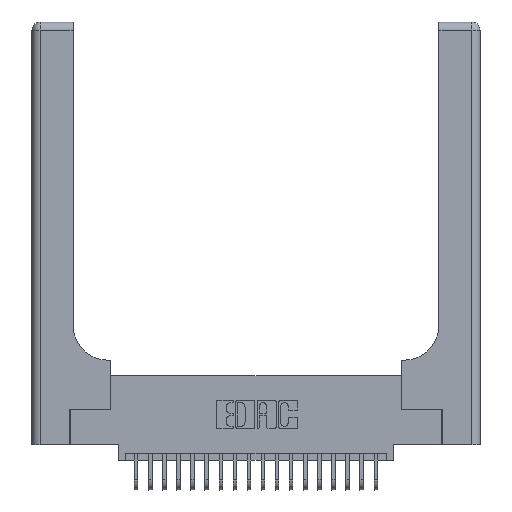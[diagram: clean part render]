
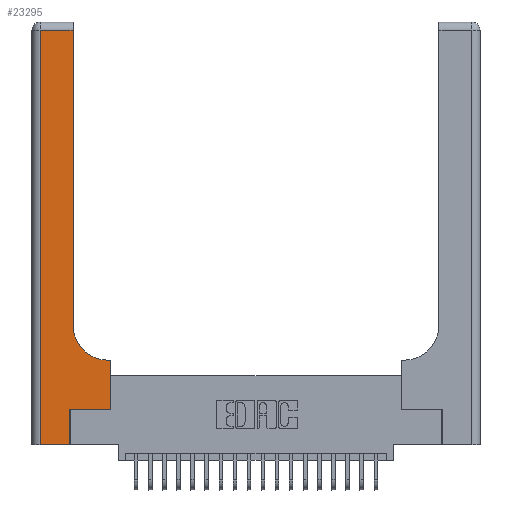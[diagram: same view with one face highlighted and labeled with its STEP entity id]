
A CAD part, top view. The second image highlights one B-rep face of the part: STEP entity #23295.
In plain terms, the highlighted planar face has unit normal (0, 0, 1).
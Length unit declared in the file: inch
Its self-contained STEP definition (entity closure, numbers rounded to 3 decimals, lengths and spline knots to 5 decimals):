
#282 = AXIS2_PLACEMENT_3D ( 'NONE', #6641, #2925, #16116 ) ;
#690 = LINE ( 'NONE', #19072, #20141 ) ;
#789 = CARTESIAN_POINT ( 'NONE',  ( 0.5415, 0.85, 0.37 ) ) ;
#1130 = ORIENTED_EDGE ( 'NONE', *, *, #2478, .T. ) ;
#1205 = DIRECTION ( 'NONE',  ( 1., 0., 0. ) ) ;
#1468 = LINE ( 'NONE', #9020, #15976 ) ;
#1506 = DIRECTION ( 'NONE',  ( 0., 1., 0. ) ) ;
#1526 = ORIENTED_EDGE ( 'NONE', *, *, #15124, .T. ) ;
#2370 = CARTESIAN_POINT ( 'NONE',  ( 0.5585, 0.6, 0.37 ) ) ;
#2478 = EDGE_CURVE ( 'NONE', #21666, #5783, #11871, .T. ) ;
#2750 = DIRECTION ( 'NONE',  ( 1., 0., 0. ) ) ;
#2846 = PLANE ( 'NONE',  #282 ) ;
#2925 = DIRECTION ( 'NONE',  ( 0., 0., -1. ) ) ;
#3155 = CARTESIAN_POINT ( 'NONE',  ( 0., 0., 0.37 ) ) ;
#3844 = VERTEX_POINT ( 'NONE', #20316 ) ;
#3982 = CARTESIAN_POINT ( 'NONE',  ( 0.2915, 2.94, 0.37 ) ) ;
#4304 = ORIENTED_EDGE ( 'NONE', *, *, #13750, .T. ) ;
#4902 = FACE_OUTER_BOUND ( 'NONE', #19487, .T. ) ;
#5457 = CARTESIAN_POINT ( 'NONE',  ( 0.06, 2.94, 0.37 ) ) ;
#5655 = CARTESIAN_POINT ( 'NONE',  ( 0.269, 0.25, 0.37 ) ) ;
#5697 = ORIENTED_EDGE ( 'NONE', *, *, #8981, .T. ) ;
#5783 = VERTEX_POINT ( 'NONE', #5457 ) ;
#6016 = ORIENTED_EDGE ( 'NONE', *, *, #12981, .T. ) ;
#6019 = VERTEX_POINT ( 'NONE', #22910 ) ;
#6204 = VERTEX_POINT ( 'NONE', #6526 ) ;
#6526 = CARTESIAN_POINT ( 'NONE',  ( 0.5415, 0.6, 0.37 ) ) ;
#6641 = CARTESIAN_POINT ( 'NONE',  ( 0., 3., 0.37 ) ) ;
#6724 = VECTOR ( 'NONE', #20663, 39.37008 ) ;
#6808 = VECTOR ( 'NONE', #12560, 39.37008 ) ;
#6844 = CARTESIAN_POINT ( 'NONE',  ( 0.269, 0., 0.37 ) ) ;
#6881 = LINE ( 'NONE', #9196, #20070 ) ;
#7078 = DIRECTION ( 'NONE',  ( 0., 1., 0. ) ) ;
#7256 = VECTOR ( 'NONE', #1205, 39.37008 ) ;
#8840 = AXIS2_PLACEMENT_3D ( 'NONE', #789, #14056, #2750 ) ;
#8981 = EDGE_CURVE ( 'NONE', #10786, #9875, #6881, .T. ) ;
#9020 = CARTESIAN_POINT ( 'NONE',  ( 0.2915, 3., 0.37 ) ) ;
#9196 = CARTESIAN_POINT ( 'NONE',  ( 0.269, 0., 0.37 ) ) ;
#9875 = VERTEX_POINT ( 'NONE', #16926 ) ;
#10432 = LINE ( 'NONE', #19105, #19739 ) ;
#10786 = VERTEX_POINT ( 'NONE', #6844 ) ;
#11445 = LINE ( 'NONE', #21134, #20755 ) ;
#11780 = LINE ( 'NONE', #5655, #6724 ) ;
#11871 = LINE ( 'NONE', #13873, #6808 ) ;
#12560 = DIRECTION ( 'NONE',  ( -1., 0., 0. ) ) ;
#12760 = CARTESIAN_POINT ( 'NONE',  ( 0.2915, 0.85, 0.37 ) ) ;
#12981 = EDGE_CURVE ( 'NONE', #9875, #3844, #11780, .T. ) ;
#13498 = DIRECTION ( 'NONE',  ( 0., -1., 0. ) ) ;
#13750 = EDGE_CURVE ( 'NONE', #3844, #17636, #11445, .T. ) ;
#13873 = CARTESIAN_POINT ( 'NONE',  ( 0., 2.94, 0.37 ) ) ;
#14056 = DIRECTION ( 'NONE',  ( 0., 0., -1. ) ) ;
#14275 = EDGE_CURVE ( 'NONE', #17636, #6204, #690, .T. ) ;
#15124 = EDGE_CURVE ( 'NONE', #5783, #6019, #10432, .T. ) ;
#15976 = VECTOR ( 'NONE', #7078, 39.37008 ) ;
#16116 = DIRECTION ( 'NONE',  ( -1., 0., 0. ) ) ;
#16811 = VERTEX_POINT ( 'NONE', #12760 ) ;
#16887 = ORIENTED_EDGE ( 'NONE', *, *, #20860, .T. ) ;
#16926 = CARTESIAN_POINT ( 'NONE',  ( 0.269, 0.25, 0.37 ) ) ;
#17228 = ORIENTED_EDGE ( 'NONE', *, *, #18491, .T. ) ;
#17636 = VERTEX_POINT ( 'NONE', #2370 ) ;
#18106 = ORIENTED_EDGE ( 'NONE', *, *, #20104, .T. ) ;
#18491 = EDGE_CURVE ( 'NONE', #6019, #10786, #22164, .T. ) ;
#18905 = DIRECTION ( 'NONE',  ( -1., 0., 0. ) ) ;
#19072 = CARTESIAN_POINT ( 'NONE',  ( 0.2915, 0.6, 0.37 ) ) ;
#19105 = CARTESIAN_POINT ( 'NONE',  ( 0.06, 3., 0.37 ) ) ;
#19487 = EDGE_LOOP ( 'NONE', ( #16887, #1130, #1526, #17228, #5697, #6016, #4304, #22454, #18106 ) ) ;
#19739 = VECTOR ( 'NONE', #13498, 39.37008 ) ;
#20070 = VECTOR ( 'NONE', #1506, 39.37008 ) ;
#20104 = EDGE_CURVE ( 'NONE', #6204, #16811, #21824, .T. ) ;
#20141 = VECTOR ( 'NONE', #18905, 39.37008 ) ;
#20316 = CARTESIAN_POINT ( 'NONE',  ( 0.5585, 0.25, 0.37 ) ) ;
#20663 = DIRECTION ( 'NONE',  ( 1., 0., 0. ) ) ;
#20755 = VECTOR ( 'NONE', #22990, 39.37008 ) ;
#20860 = EDGE_CURVE ( 'NONE', #16811, #21666, #1468, .T. ) ;
#21134 = CARTESIAN_POINT ( 'NONE',  ( 0.5585, 0.25, 0.37 ) ) ;
#21666 = VERTEX_POINT ( 'NONE', #3982 ) ;
#21824 = CIRCLE ( 'NONE', #8840, 0.25 ) ;
#22164 = LINE ( 'NONE', #3155, #7256 ) ;
#22454 = ORIENTED_EDGE ( 'NONE', *, *, #14275, .T. ) ;
#22910 = CARTESIAN_POINT ( 'NONE',  ( 0.06, 0., 0.37 ) ) ;
#22990 = DIRECTION ( 'NONE',  ( 0., 1., 0. ) ) ;
#23295 = ADVANCED_FACE ( 'NONE', ( #4902 ), #2846, .F. ) ;
